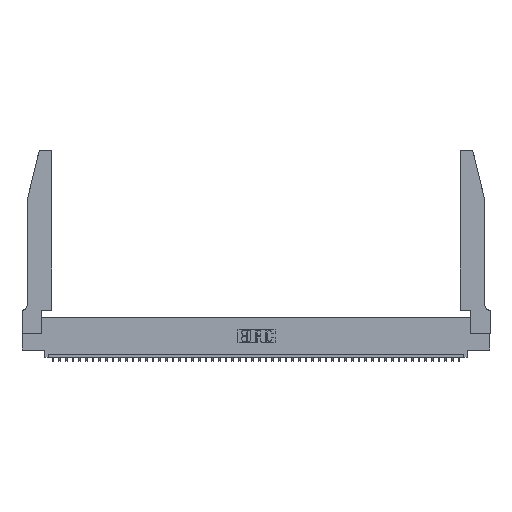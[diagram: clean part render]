
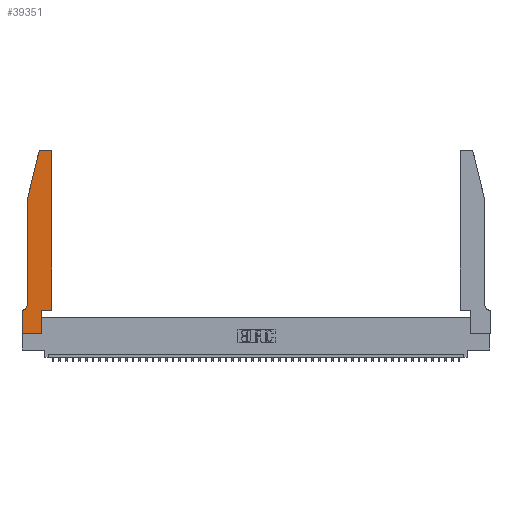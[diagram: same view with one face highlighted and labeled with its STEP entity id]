
A CAD part, top view. The second image highlights one B-rep face of the part: STEP entity #39351.
In plain terms, the highlighted planar face has unit normal (0, 0, 1).
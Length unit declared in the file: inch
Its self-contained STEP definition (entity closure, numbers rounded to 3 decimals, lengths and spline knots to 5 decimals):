
#59 = VERTEX_POINT ( 'NONE', #11654 ) ;
#93 = VECTOR ( 'NONE', #8758, 39.37008 ) ;
#938 = CARTESIAN_POINT ( 'NONE',  ( 0.2865, 0.35, 0.37 ) ) ;
#1008 = CARTESIAN_POINT ( 'NONE',  ( 0.25487, 2.72718, 0.37 ) ) ;
#1990 = EDGE_CURVE ( 'NONE', #15249, #34997, #46650, .T. ) ;
#2115 = ORIENTED_EDGE ( 'NONE', *, *, #11432, .T. ) ;
#2525 = EDGE_CURVE ( 'NONE', #45552, #23383, #40797, .T. ) ;
#2809 = LINE ( 'NONE', #7564, #27567 ) ;
#2873 = CARTESIAN_POINT ( 'NONE',  ( 0., 0.35, 0.37 ) ) ;
#2889 = CARTESIAN_POINT ( 'NONE',  ( 0.0755, 2., 0.37 ) ) ;
#3132 = VERTEX_POINT ( 'NONE', #23256 ) ;
#3541 = VECTOR ( 'NONE', #15771, 39.37008 ) ;
#3562 = VECTOR ( 'NONE', #20606, 39.37008 ) ;
#4543 = CARTESIAN_POINT ( 'NONE',  ( 0.0755, 0.35, 0.37 ) ) ;
#4631 = EDGE_LOOP ( 'NONE', ( #22148, #30484, #30496, #4965, #42131, #29316, #20847, #48137, #27330, #34708, #2115, #11040 ) ) ;
#4965 = ORIENTED_EDGE ( 'NONE', *, *, #18089, .T. ) ;
#5360 = AXIS2_PLACEMENT_3D ( 'NONE', #47550, #13496, #32188 ) ;
#5581 = VERTEX_POINT ( 'NONE', #13843 ) ;
#6634 = CARTESIAN_POINT ( 'NONE',  ( 0.0755, 2., 0.37 ) ) ;
#6705 = VECTOR ( 'NONE', #10245, 39.37008 ) ;
#7335 = CARTESIAN_POINT ( 'NONE',  ( 0.2605, 2.75, 0.37 ) ) ;
#7562 = CARTESIAN_POINT ( 'NONE',  ( 0.4205, 2.72, 0.37 ) ) ;
#7564 = CARTESIAN_POINT ( 'NONE',  ( 0.2865, 0.35, 0.37 ) ) ;
#8055 = VERTEX_POINT ( 'NONE', #17107 ) ;
#8758 = DIRECTION ( 'NONE',  ( 0., 1., 0. ) ) ;
#10245 = DIRECTION ( 'NONE',  ( 0., -1., 0. ) ) ;
#10337 = VERTEX_POINT ( 'NONE', #39128 ) ;
#10458 = DIRECTION ( 'NONE',  ( 0., 0., 1. ) ) ;
#10871 = CARTESIAN_POINT ( 'NONE',  ( 0.4505, 2.72, 0.37 ) ) ;
#11040 = ORIENTED_EDGE ( 'NONE', *, *, #46518, .T. ) ;
#11432 = EDGE_CURVE ( 'NONE', #23383, #27275, #25519, .T. ) ;
#11482 = VERTEX_POINT ( 'NONE', #36782 ) ;
#11654 = CARTESIAN_POINT ( 'NONE',  ( 0.4205, 2.75, 0.37 ) ) ;
#12719 = EDGE_CURVE ( 'NONE', #8055, #11482, #15359, .T. ) ;
#12969 = CARTESIAN_POINT ( 'NONE',  ( 0.0755, 2., 0.37 ) ) ;
#12987 = CIRCLE ( 'NONE', #47686, 0.03 ) ;
#13431 = VERTEX_POINT ( 'NONE', #27600 ) ;
#13496 = DIRECTION ( 'NONE',  ( 0., 0., -1. ) ) ;
#13570 = LINE ( 'NONE', #4543, #3541 ) ;
#13843 = CARTESIAN_POINT ( 'NONE',  ( 0.284, 2.75, 0.37 ) ) ;
#15249 = VERTEX_POINT ( 'NONE', #1008 ) ;
#15359 = LINE ( 'NONE', #28193, #3562 ) ;
#15771 = DIRECTION ( 'NONE',  ( -1., 0., 0. ) ) ;
#16326 = DIRECTION ( 'NONE',  ( 1., 0., 0. ) ) ;
#17107 = CARTESIAN_POINT ( 'NONE',  ( 0., 0., 0.37 ) ) ;
#17287 = LINE ( 'NONE', #6634, #6705 ) ;
#18089 = EDGE_CURVE ( 'NONE', #34997, #10337, #17287, .T. ) ;
#18399 = DIRECTION ( 'NONE',  ( -1., 0., 0. ) ) ;
#18519 = DIRECTION ( 'NONE',  ( 0., 0., 1. ) ) ;
#19245 = AXIS2_PLACEMENT_3D ( 'NONE', #2873, #10458, #47973 ) ;
#19474 = CARTESIAN_POINT ( 'NONE',  ( 0., 0., 0.37 ) ) ;
#20606 = DIRECTION ( 'NONE',  ( 1., 0., 0. ) ) ;
#20847 = ORIENTED_EDGE ( 'NONE', *, *, #45672, .T. ) ;
#21096 = AXIS2_PLACEMENT_3D ( 'NONE', #21971, #18519, #37848 ) ;
#21713 = EDGE_CURVE ( 'NONE', #11482, #45552, #2809, .T. ) ;
#21971 = CARTESIAN_POINT ( 'NONE',  ( 0.284, 2.72, 0.37 ) ) ;
#22148 = ORIENTED_EDGE ( 'NONE', *, *, #43805, .T. ) ;
#22598 = DIRECTION ( 'NONE',  ( 1., 0., 0. ) ) ;
#23256 = CARTESIAN_POINT ( 'NONE',  ( 0.0055, 0.35, 0.37 ) ) ;
#23383 = VERTEX_POINT ( 'NONE', #32211 ) ;
#24127 = CARTESIAN_POINT ( 'NONE',  ( 0.4505, 0.35, 0.37 ) ) ;
#25439 = EDGE_CURVE ( 'NONE', #5581, #15249, #39899, .T. ) ;
#25519 = LINE ( 'NONE', #43361, #93 ) ;
#27275 = VERTEX_POINT ( 'NONE', #10871 ) ;
#27330 = ORIENTED_EDGE ( 'NONE', *, *, #21713, .T. ) ;
#27567 = VECTOR ( 'NONE', #33865, 39.37008 ) ;
#27600 = CARTESIAN_POINT ( 'NONE',  ( 0., 0.35, 0.37 ) ) ;
#28193 = CARTESIAN_POINT ( 'NONE',  ( 0., 0., 0.37 ) ) ;
#29316 = ORIENTED_EDGE ( 'NONE', *, *, #47231, .T. ) ;
#29401 = LINE ( 'NONE', #7335, #48860 ) ;
#29602 = CIRCLE ( 'NONE', #5360, 0.07 ) ;
#29736 = FACE_OUTER_BOUND ( 'NONE', #4631, .T. ) ;
#30484 = ORIENTED_EDGE ( 'NONE', *, *, #25439, .T. ) ;
#30496 = ORIENTED_EDGE ( 'NONE', *, *, #1990, .T. ) ;
#30682 = VECTOR ( 'NONE', #16326, 39.37008 ) ;
#32188 = DIRECTION ( 'NONE',  ( -1., 0., 0. ) ) ;
#32211 = CARTESIAN_POINT ( 'NONE',  ( 0.4505, 0.35, 0.37 ) ) ;
#33130 = PLANE ( 'NONE',  #19245 ) ;
#33865 = DIRECTION ( 'NONE',  ( 0., 1., 0. ) ) ;
#34708 = ORIENTED_EDGE ( 'NONE', *, *, #2525, .T. ) ;
#34997 = VERTEX_POINT ( 'NONE', #2889 ) ;
#36782 = CARTESIAN_POINT ( 'NONE',  ( 0.2865, 0., 0.37 ) ) ;
#37848 = DIRECTION ( 'NONE',  ( 1., 0., 0. ) ) ;
#38983 = VECTOR ( 'NONE', #42573, 39.37008 ) ;
#39128 = CARTESIAN_POINT ( 'NONE',  ( 0.0755, 0.42, 0.37 ) ) ;
#39150 = VECTOR ( 'NONE', #42262, 39.37008 ) ;
#39351 = ADVANCED_FACE ( 'NONE', ( #29736 ), #33130, .T. ) ;
#39899 = CIRCLE ( 'NONE', #21096, 0.03 ) ;
#40401 = EDGE_CURVE ( 'NONE', #10337, #3132, #29602, .T. ) ;
#40797 = LINE ( 'NONE', #24127, #30682 ) ;
#40798 = DIRECTION ( 'NONE',  ( 0., 0., 1. ) ) ;
#42131 = ORIENTED_EDGE ( 'NONE', *, *, #40401, .T. ) ;
#42262 = DIRECTION ( 'NONE',  ( 0., -1., 0. ) ) ;
#42573 = DIRECTION ( 'NONE',  ( -0.239, -0.971, 0. ) ) ;
#43361 = CARTESIAN_POINT ( 'NONE',  ( 0.4505, 0.35, 0.37 ) ) ;
#43805 = EDGE_CURVE ( 'NONE', #59, #5581, #29401, .T. ) ;
#45552 = VERTEX_POINT ( 'NONE', #938 ) ;
#45634 = LINE ( 'NONE', #19474, #39150 ) ;
#45672 = EDGE_CURVE ( 'NONE', #13431, #8055, #45634, .T. ) ;
#46518 = EDGE_CURVE ( 'NONE', #27275, #59, #12987, .T. ) ;
#46650 = LINE ( 'NONE', #12969, #38983 ) ;
#47231 = EDGE_CURVE ( 'NONE', #3132, #13431, #13570, .T. ) ;
#47550 = CARTESIAN_POINT ( 'NONE',  ( 0.0055, 0.42, 0.37 ) ) ;
#47686 = AXIS2_PLACEMENT_3D ( 'NONE', #7562, #40798, #22598 ) ;
#47973 = DIRECTION ( 'NONE',  ( 1., 0., 0. ) ) ;
#48137 = ORIENTED_EDGE ( 'NONE', *, *, #12719, .T. ) ;
#48860 = VECTOR ( 'NONE', #18399, 39.37008 ) ;
